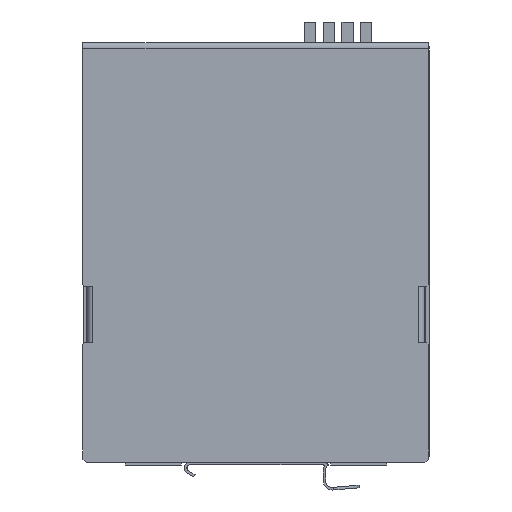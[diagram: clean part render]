
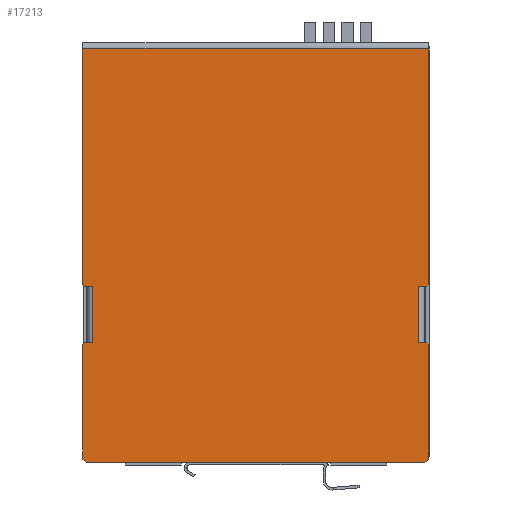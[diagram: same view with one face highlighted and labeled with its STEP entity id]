
A CAD part, front view. The second image highlights one B-rep face of the part: STEP entity #17213.
In plain terms, the highlighted planar face has unit normal (0, -1, 0).
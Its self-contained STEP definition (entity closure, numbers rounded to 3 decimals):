
#704=PLANE('',#18505);
#1392=FACE_OUTER_BOUND('',#2413,.T.);
#2413=EDGE_LOOP('',(#13650,#13651,#13652,#13653,#13654,#13655,#13656,#13657,
#13658,#13659,#13660,#13661,#13662,#13663,#13664,#13665,#13666,#13667));
#3998=LINE('',#26178,#5979);
#4002=LINE('',#26186,#5983);
#4004=LINE('',#26192,#5985);
#4005=LINE('',#26194,#5986);
#4006=LINE('',#26196,#5987);
#4007=LINE('',#26198,#5988);
#4008=LINE('',#26200,#5989);
#4009=LINE('',#26202,#5990);
#4010=LINE('',#26204,#5991);
#4011=LINE('',#26206,#5992);
#4012=LINE('',#26208,#5993);
#4013=LINE('',#26210,#5994);
#4014=LINE('',#26212,#5995);
#4015=LINE('',#26214,#5996);
#4016=LINE('',#26216,#5997);
#4017=LINE('',#26218,#5998);
#4018=LINE('',#26220,#5999);
#4019=LINE('',#26221,#6000);
#5979=VECTOR('',#21347,1.);
#5983=VECTOR('',#21353,1.);
#5985=VECTOR('',#21359,1.);
#5986=VECTOR('',#21360,1.);
#5987=VECTOR('',#21361,1.);
#5988=VECTOR('',#21362,1.);
#5989=VECTOR('',#21363,1.);
#5990=VECTOR('',#21364,1.);
#5991=VECTOR('',#21365,1.);
#5992=VECTOR('',#21366,1.);
#5993=VECTOR('',#21367,1.);
#5994=VECTOR('',#21368,1.);
#5995=VECTOR('',#21369,1.);
#5996=VECTOR('',#21370,1.);
#5997=VECTOR('',#21371,1.);
#5998=VECTOR('',#21372,1.);
#5999=VECTOR('',#21373,1.);
#6000=VECTOR('',#21374,1.);
#8065=VERTEX_POINT('',#26176);
#8066=VERTEX_POINT('',#26177);
#8069=VERTEX_POINT('',#26185);
#8071=VERTEX_POINT('',#26191);
#8072=VERTEX_POINT('',#26193);
#8073=VERTEX_POINT('',#26195);
#8074=VERTEX_POINT('',#26197);
#8075=VERTEX_POINT('',#26199);
#8076=VERTEX_POINT('',#26201);
#8077=VERTEX_POINT('',#26203);
#8078=VERTEX_POINT('',#26205);
#8079=VERTEX_POINT('',#26207);
#8080=VERTEX_POINT('',#26209);
#8081=VERTEX_POINT('',#26211);
#8082=VERTEX_POINT('',#26213);
#8083=VERTEX_POINT('',#26215);
#8084=VERTEX_POINT('',#26217);
#8085=VERTEX_POINT('',#26219);
#10072=EDGE_CURVE('',#8065,#8066,#3998,.T.);
#10076=EDGE_CURVE('',#8069,#8066,#4002,.T.);
#10079=EDGE_CURVE('',#8065,#8071,#4004,.T.);
#10080=EDGE_CURVE('',#8071,#8072,#4005,.T.);
#10081=EDGE_CURVE('',#8072,#8073,#4006,.T.);
#10082=EDGE_CURVE('',#8074,#8073,#4007,.T.);
#10083=EDGE_CURVE('',#8074,#8075,#4008,.T.);
#10084=EDGE_CURVE('',#8075,#8076,#4009,.T.);
#10085=EDGE_CURVE('',#8076,#8077,#4010,.T.);
#10086=EDGE_CURVE('',#8078,#8077,#4011,.T.);
#10087=EDGE_CURVE('',#8078,#8079,#4012,.T.);
#10088=EDGE_CURVE('',#8080,#8079,#4013,.T.);
#10089=EDGE_CURVE('',#8080,#8081,#4014,.T.);
#10090=EDGE_CURVE('',#8082,#8081,#4015,.T.);
#10091=EDGE_CURVE('',#8082,#8083,#4016,.T.);
#10092=EDGE_CURVE('',#8084,#8083,#4017,.T.);
#10093=EDGE_CURVE('',#8084,#8085,#4018,.T.);
#10094=EDGE_CURVE('',#8085,#8069,#4019,.T.);
#13650=ORIENTED_EDGE('',*,*,#10072,.F.);
#13651=ORIENTED_EDGE('',*,*,#10079,.T.);
#13652=ORIENTED_EDGE('',*,*,#10080,.T.);
#13653=ORIENTED_EDGE('',*,*,#10081,.T.);
#13654=ORIENTED_EDGE('',*,*,#10082,.F.);
#13655=ORIENTED_EDGE('',*,*,#10083,.T.);
#13656=ORIENTED_EDGE('',*,*,#10084,.T.);
#13657=ORIENTED_EDGE('',*,*,#10085,.T.);
#13658=ORIENTED_EDGE('',*,*,#10086,.F.);
#13659=ORIENTED_EDGE('',*,*,#10087,.T.);
#13660=ORIENTED_EDGE('',*,*,#10088,.F.);
#13661=ORIENTED_EDGE('',*,*,#10089,.T.);
#13662=ORIENTED_EDGE('',*,*,#10090,.F.);
#13663=ORIENTED_EDGE('',*,*,#10091,.T.);
#13664=ORIENTED_EDGE('',*,*,#10092,.F.);
#13665=ORIENTED_EDGE('',*,*,#10093,.T.);
#13666=ORIENTED_EDGE('',*,*,#10094,.T.);
#13667=ORIENTED_EDGE('',*,*,#10076,.T.);
#17213=ADVANCED_FACE('',(#1392),#704,.F.);
#18505=AXIS2_PLACEMENT_3D('',#26190,#21357,#21358);
#21347=DIRECTION('',(-0.707,0.,-0.707));
#21353=DIRECTION('',(1.,0.,0.));
#21357=DIRECTION('center_axis',(0.,1.,0.));
#21358=DIRECTION('ref_axis',(0.,0.,
-1.));
#21359=DIRECTION('',(0.,0.,1.));
#21360=DIRECTION('',(-1.,0.,0.));
#21361=DIRECTION('',(0.,0.,-1.));
#21362=DIRECTION('',(-0.707,0.,0.707));
#21363=DIRECTION('',(1.,0.,0.));
#21364=DIRECTION('',(0.,0.,-1.));
#21365=DIRECTION('',(-1.,0.,0.));
#21366=DIRECTION('',(0.707,0.,0.707));
#21367=DIRECTION('',(0.,0.,-1.));
#21368=DIRECTION('',(-0.707,0.,0.707));
#21369=DIRECTION('',(1.,0.,0.));
#21370=DIRECTION('',(-0.707,0.,-0.707));
#21371=DIRECTION('',(0.,0.,1.));
#21372=DIRECTION('',(0.707,0.,-0.707));
#21373=DIRECTION('',(-1.,0.,0.));
#21374=DIRECTION('',(0.,0.,1.));
#26176=CARTESIAN_POINT('',(92.4,-1.,47.5));
#26177=CARTESIAN_POINT('',(91.9,-1.,47.));
#26178=CARTESIAN_POINT('',(82.79,-1.,37.89));
#26185=CARTESIAN_POINT('',(89.7,-1.,47.));
#26186=CARTESIAN_POINT('',(68.3,-1.,47.));
#26190=CARTESIAN_POINT('Origin',(46.15,-1.,55.809));
#26191=CARTESIAN_POINT('',(92.4,-1.,110.7));
#26192=CARTESIAN_POINT('',(92.4,-1.,47.));
#26193=CARTESIAN_POINT('',(-0.1,-1.,110.7));
#26194=CARTESIAN_POINT('',(46.15,-1.,110.7));
#26195=CARTESIAN_POINT('',(-0.1,-1.,47.5));
#26196=CARTESIAN_POINT('',(-0.1,-1.,112.2));
#26197=CARTESIAN_POINT('',(0.4,-1.,47.));
#26198=CARTESIAN_POINT('',(9.51,-1.,37.89));
#26199=CARTESIAN_POINT('',(2.6,-1.,47.));
#26200=CARTESIAN_POINT('',(24.,-1.,47.));
#26201=CARTESIAN_POINT('',(2.6,-1.,32.));
#26202=CARTESIAN_POINT('',(2.6,-1.,47.654));
#26203=CARTESIAN_POINT('',(0.4,-1.,32.));
#26204=CARTESIAN_POINT('',(24.,-1.,32.));
#26205=CARTESIAN_POINT('',(-0.1,-1.,31.5));
#26206=CARTESIAN_POINT('',(17.665,-1.,49.265));
#26207=CARTESIAN_POINT('',(-0.1,-1.,0.8));
#26208=CARTESIAN_POINT('',(-0.1,-1.,32.));
#26209=CARTESIAN_POINT('',(0.9,-1.,-0.2));
#26210=CARTESIAN_POINT('',(-2.04,-1.,2.74));
#26211=CARTESIAN_POINT('',(91.4,-1.,-0.2));
#26212=CARTESIAN_POINT('',(-0.1,-1.,-0.2));
#26213=CARTESIAN_POINT('',(92.4,-1.,0.8));
#26214=CARTESIAN_POINT('',(94.34,-1.,2.74));
#26215=CARTESIAN_POINT('',(92.4,-1.,31.5));
#26216=CARTESIAN_POINT('',(92.4,-1.,-0.2));
#26217=CARTESIAN_POINT('',(91.9,-1.,32.));
#26218=CARTESIAN_POINT('',(74.635,-1.,49.265));
#26219=CARTESIAN_POINT('',(89.7,-1.,32.));
#26220=CARTESIAN_POINT('',(92.4,-1.,32.));
#26221=CARTESIAN_POINT('',(89.7,-1.,47.654));
